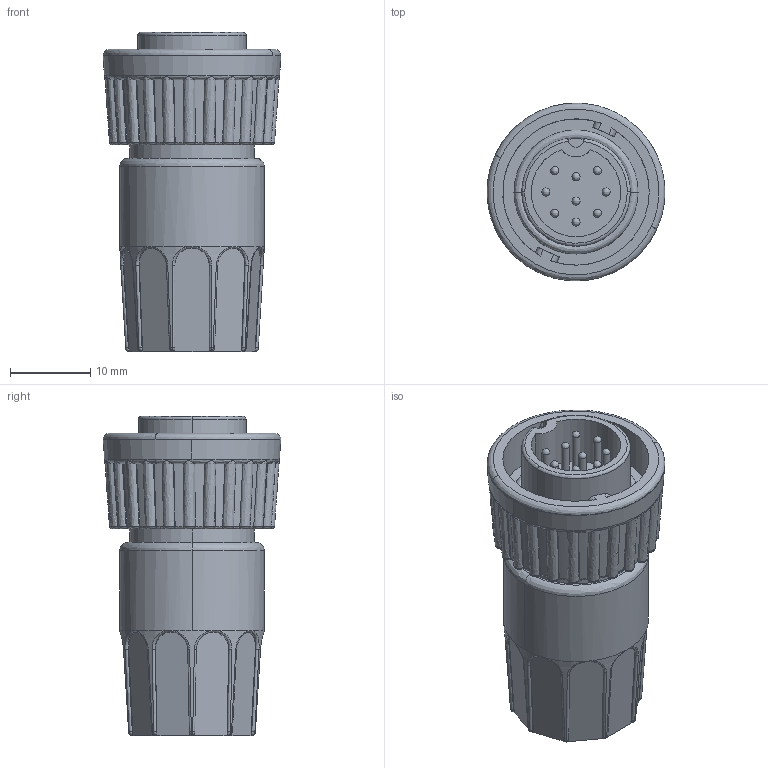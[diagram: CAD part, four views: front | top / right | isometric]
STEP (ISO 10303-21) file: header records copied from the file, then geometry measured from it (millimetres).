
FILE_DESCRIPTION (( 'STEP AP203' ), '1' );
FILE_NAME ('3282-9PG-3XX.STEP', '2018-08-10T16:28:50', ( '' ), ( '' ), 'SwSTEP 2.0', 'SolidWorks 2017', '' );
FILE_SCHEMA (( 'CONFIG_CONTROL_DESIGN' ));
Length unit declared in the file: inch
Products named in the file (1): 3282-9PG-3XX
Bounding box: 22.22 x 22.2 x 39.88 mm (x, y, z)
Volume: 8724.7 mm3; surface area: 4394.6 mm2
Topology: 1 solids, 1 shells, 349 faces, 956 edges, 608 vertices
Faces by surface type: bspline 184, plane 73, cylinder 55, cone 37
Entity records: 17548 total; most frequent: CARTESIAN_POINT 10435, ORIENTED_EDGE 1876, DIRECTION 973, EDGE_CURVE 938, VERTEX_POINT 608, B_SPLINE_CURVE_WITH_KNOTS 417, AXIS2_PLACEMENT_3D 404, EDGE_LOOP 366
